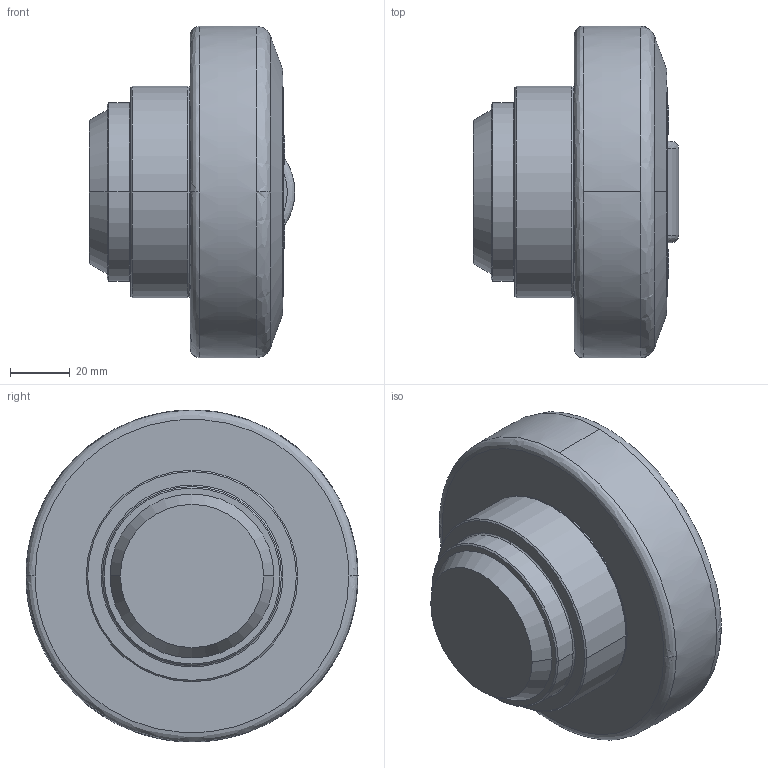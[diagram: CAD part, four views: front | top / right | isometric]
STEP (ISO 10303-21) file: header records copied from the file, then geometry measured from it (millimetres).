
FILE_DESCRIPTION (( 'STEP AP214' ), '1' );
FILE_NAME ('XTR-110.0200-Rollco.step', '2023-04-28T07:41:19', ( '' ), ( '' ), 'SwSTEP 2.0', 'SolidWorks 2010', '' );
FILE_SCHEMA (( 'AUTOMOTIVE_DESIGN' ));
Length unit declared in the file: millimetre
Products named in the file (1): XTR-110.0200-Rollco
Bounding box: 68.95 x 111.4 x 111.4 mm (x, y, z)
Volume: 404619.7 mm3; surface area: 35036 mm2
Topology: 1 solids, 2 shells, 54 faces, 114 edges, 74 vertices
Faces by surface type: cylinder 17, plane 14, cone 12, bspline 9, torus 2
Entity records: 2120 total; most frequent: CARTESIAN_POINT 784, DIRECTION 258, ORIENTED_EDGE 228, AXIS2_PLACEMENT_3D 114, EDGE_CURVE 114, VERTEX_POINT 74, CIRCLE 68, EDGE_LOOP 64
